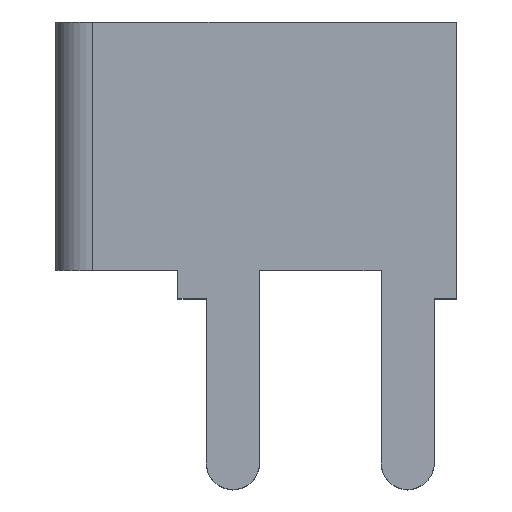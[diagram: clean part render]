
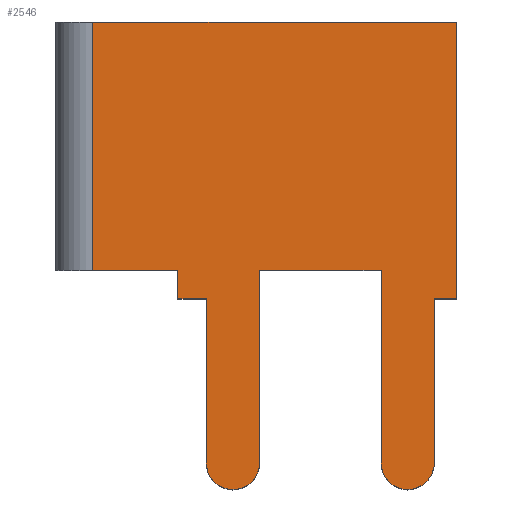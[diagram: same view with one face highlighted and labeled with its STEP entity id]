
A CAD part, top view. The second image highlights one B-rep face of the part: STEP entity #2546.
In plain terms, the highlighted planar face has unit normal (0, 0, 1).
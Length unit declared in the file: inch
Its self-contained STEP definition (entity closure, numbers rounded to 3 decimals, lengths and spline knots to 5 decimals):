
#22 = VERTEX_POINT ( 'NONE', #963 ) ;
#23 = VECTOR ( 'NONE', #3021, 39.37008 ) ;
#56 = CARTESIAN_POINT ( 'NONE',  ( -0.184, 0.312, 0.164 ) ) ;
#104 = CARTESIAN_POINT ( 'NONE',  ( -0.056, 0., 0.164 ) ) ;
#151 = CARTESIAN_POINT ( 'NONE',  ( 0.201, -0.185, 0.164 ) ) ;
#181 = DIRECTION ( 'NONE',  ( -1., 0., 0. ) ) ;
#185 = AXIS2_PLACEMENT_3D ( 'NONE', #2801, #510, #266 ) ;
#201 = LINE ( 'NONE', #1482, #2796 ) ;
#221 = ORIENTED_EDGE ( 'NONE', *, *, #538, .F. ) ;
#252 = CARTESIAN_POINT ( 'NONE',  ( 0.226, 0., 0.164 ) ) ;
#255 = ORIENTED_EDGE ( 'NONE', *, *, #1809, .F. ) ;
#256 = EDGE_CURVE ( 'NONE', #2823, #2533, #3260, .T. ) ;
#266 = DIRECTION ( 'NONE',  ( -1., 0., 0. ) ) ;
#287 = LINE ( 'NONE', #1299, #3263 ) ;
#297 = LINE ( 'NONE', #3142, #959 ) ;
#302 = CARTESIAN_POINT ( 'NONE',  ( 0.201, 0.185, 0.164 ) ) ;
#315 = VECTOR ( 'NONE', #1571, 39.37008 ) ;
#348 = DIRECTION ( 'NONE',  ( 0., 1., 0. ) ) ;
#366 = LINE ( 'NONE', #302, #1051 ) ;
#422 = VECTOR ( 'NONE', #3195, 39.37008 ) ;
#443 = CARTESIAN_POINT ( 'NONE',  ( 0.004, -0.185, 0.164 ) ) ;
#445 = PLANE ( 'NONE',  #1455 ) ;
#470 = ORIENTED_EDGE ( 'NONE', *, *, #3090, .T. ) ;
#510 = DIRECTION ( 'NONE',  ( 0., 0., 1. ) ) ;
#538 = EDGE_CURVE ( 'NONE', #2260, #1584, #297, .T. ) ;
#562 = DIRECTION ( 'NONE',  ( 0., 1., 0. ) ) ;
#610 = LINE ( 'NONE', #3161, #1697 ) ;
#624 = VERTEX_POINT ( 'NONE', #443 ) ;
#630 = ORIENTED_EDGE ( 'NONE', *, *, #3265, .T. ) ;
#659 = CARTESIAN_POINT ( 'NONE',  ( 0.226, 0.312, 0.164 ) ) ;
#773 = CARTESIAN_POINT ( 'NONE',  ( -0.184, 0.312, 0.164 ) ) ;
#775 = EDGE_CURVE ( 'NONE', #2375, #1819, #1388, .T. ) ;
#785 = VECTOR ( 'NONE', #1207, 39.37008 ) ;
#797 = CARTESIAN_POINT ( 'NONE',  ( 0.141, 0.032, 0.164 ) ) ;
#813 = CARTESIAN_POINT ( 'NONE',  ( -0.056, -0.185, 0.164 ) ) ;
#815 = DIRECTION ( 'NONE',  ( 1., 0., 0. ) ) ;
#848 = VECTOR ( 'NONE', #1796, 39.37008 ) ;
#863 = CARTESIAN_POINT ( 'NONE',  ( 0.004, 0.032, 0.164 ) ) ;
#913 = CARTESIAN_POINT ( 'NONE',  ( 0.226, 0.312, 0.164 ) ) ;
#949 = LINE ( 'NONE', #913, #422 ) ;
#959 = VECTOR ( 'NONE', #348, 39.37008 ) ;
#963 = CARTESIAN_POINT ( 'NONE',  ( 0.201, 0., 0.164 ) ) ;
#984 = CARTESIAN_POINT ( 'NONE',  ( 0.226, 0., 0.164 ) ) ;
#997 = VERTEX_POINT ( 'NONE', #2706 ) ;
#1051 = VECTOR ( 'NONE', #562, 39.37008 ) ;
#1060 = ORIENTED_EDGE ( 'NONE', *, *, #3066, .F. ) ;
#1174 = ORIENTED_EDGE ( 'NONE', *, *, #1899, .F. ) ;
#1203 = VERTEX_POINT ( 'NONE', #984 ) ;
#1207 = DIRECTION ( 'NONE',  ( -1., 0., 0. ) ) ;
#1210 = EDGE_CURVE ( 'NONE', #2260, #1627, #2544, .T. ) ;
#1215 = DIRECTION ( 'NONE',  ( 1., 0., 0. ) ) ;
#1268 = EDGE_LOOP ( 'NONE', ( #1060, #630, #2060, #1605, #1174, #255, #3001, #3071, #221, #1783, #2043, #470, #3244, #3081 ) ) ;
#1299 = CARTESIAN_POINT ( 'NONE',  ( 0.226, 0., 0.164 ) ) ;
#1336 = EDGE_CURVE ( 'NONE', #1937, #22, #366, .T. ) ;
#1388 = LINE ( 'NONE', #2662, #785 ) ;
#1425 = DIRECTION ( 'NONE',  ( 0., 1., 0. ) ) ;
#1428 = CARTESIAN_POINT ( 'NONE',  ( -0.088, 0., 0.164 ) ) ;
#1455 = AXIS2_PLACEMENT_3D ( 'NONE', #659, #2697, #181 ) ;
#1482 = CARTESIAN_POINT ( 'NONE',  ( 0.141, 0.032, 0.164 ) ) ;
#1571 = DIRECTION ( 'NONE',  ( 1., 0., 0. ) ) ;
#1584 = VERTEX_POINT ( 'NONE', #2374 ) ;
#1605 = ORIENTED_EDGE ( 'NONE', *, *, #2750, .T. ) ;
#1627 = VERTEX_POINT ( 'NONE', #104 ) ;
#1678 = CARTESIAN_POINT ( 'NONE',  ( -0.184, 0.032, 0.164 ) ) ;
#1697 = VECTOR ( 'NONE', #3133, 39.37008 ) ;
#1709 = EDGE_CURVE ( 'NONE', #1627, #2402, #610, .T. ) ;
#1719 = DIRECTION ( 'NONE',  ( 0., 0., 1. ) ) ;
#1783 = ORIENTED_EDGE ( 'NONE', *, *, #1210, .T. ) ;
#1796 = DIRECTION ( 'NONE',  ( 0., -1., 0. ) ) ;
#1809 = EDGE_CURVE ( 'NONE', #2823, #997, #2108, .T. ) ;
#1819 = VERTEX_POINT ( 'NONE', #863 ) ;
#1899 = EDGE_CURVE ( 'NONE', #997, #1203, #949, .T. ) ;
#1937 = VERTEX_POINT ( 'NONE', #151 ) ;
#1955 = LINE ( 'NONE', #2270, #23 ) ;
#1970 = CARTESIAN_POINT ( 'NONE',  ( -0.026, -0.185, 0.164 ) ) ;
#2007 = DIRECTION ( 'NONE',  ( -1., 0., 0. ) ) ;
#2043 = ORIENTED_EDGE ( 'NONE', *, *, #1709, .T. ) ;
#2058 = CIRCLE ( 'NONE', #185, 0.03 ) ;
#2060 = ORIENTED_EDGE ( 'NONE', *, *, #1336, .T. ) ;
#2078 = CARTESIAN_POINT ( 'NONE',  ( 0.141, -0.185, 0.164 ) ) ;
#2108 = LINE ( 'NONE', #3147, #315 ) ;
#2157 = EDGE_CURVE ( 'NONE', #1819, #624, #1955, .T. ) ;
#2213 = VECTOR ( 'NONE', #2007, 39.37008 ) ;
#2260 = VERTEX_POINT ( 'NONE', #1428 ) ;
#2270 = CARTESIAN_POINT ( 'NONE',  ( 0.004, 0.032, 0.164 ) ) ;
#2374 = CARTESIAN_POINT ( 'NONE',  ( -0.088, 0.032, 0.164 ) ) ;
#2375 = VERTEX_POINT ( 'NONE', #797 ) ;
#2402 = VERTEX_POINT ( 'NONE', #813 ) ;
#2447 = VECTOR ( 'NONE', #3022, 39.37008 ) ;
#2453 = FACE_OUTER_BOUND ( 'NONE', #1268, .T. ) ;
#2483 = CIRCLE ( 'NONE', #2951, 0.03 ) ;
#2510 = CARTESIAN_POINT ( 'NONE',  ( -0.226, 0.032, 0.164 ) ) ;
#2533 = VERTEX_POINT ( 'NONE', #1678 ) ;
#2544 = LINE ( 'NONE', #252, #2447 ) ;
#2546 = ADVANCED_FACE ( 'NONE', ( #2453 ), #445, .F. ) ;
#2662 = CARTESIAN_POINT ( 'NONE',  ( 0.004, 0.032, 0.164 ) ) ;
#2687 = VERTEX_POINT ( 'NONE', #2078 ) ;
#2697 = DIRECTION ( 'NONE',  ( 0., 0., -1. ) ) ;
#2706 = CARTESIAN_POINT ( 'NONE',  ( 0.226, 0.312, 0.164 ) ) ;
#2750 = EDGE_CURVE ( 'NONE', #22, #1203, #287, .T. ) ;
#2796 = VECTOR ( 'NONE', #1425, 39.37008 ) ;
#2801 = CARTESIAN_POINT ( 'NONE',  ( 0.171, -0.185, 0.164 ) ) ;
#2823 = VERTEX_POINT ( 'NONE', #56 ) ;
#2951 = AXIS2_PLACEMENT_3D ( 'NONE', #1970, #1719, #1215 ) ;
#3001 = ORIENTED_EDGE ( 'NONE', *, *, #256, .T. ) ;
#3021 = DIRECTION ( 'NONE',  ( 0., -1., 0. ) ) ;
#3022 = DIRECTION ( 'NONE',  ( 1., 0., 0. ) ) ;
#3034 = LINE ( 'NONE', #2510, #2213 ) ;
#3066 = EDGE_CURVE ( 'NONE', #2687, #2375, #201, .T. ) ;
#3071 = ORIENTED_EDGE ( 'NONE', *, *, #3086, .F. ) ;
#3081 = ORIENTED_EDGE ( 'NONE', *, *, #775, .F. ) ;
#3086 = EDGE_CURVE ( 'NONE', #1584, #2533, #3034, .T. ) ;
#3090 = EDGE_CURVE ( 'NONE', #2402, #624, #2483, .T. ) ;
#3133 = DIRECTION ( 'NONE',  ( 0., -1., 0. ) ) ;
#3142 = CARTESIAN_POINT ( 'NONE',  ( -0.088, 0.032, 0.164 ) ) ;
#3147 = CARTESIAN_POINT ( 'NONE',  ( 0.226, 0.312, 0.164 ) ) ;
#3161 = CARTESIAN_POINT ( 'NONE',  ( -0.056, 0.185, 0.164 ) ) ;
#3195 = DIRECTION ( 'NONE',  ( 0., -1., 0. ) ) ;
#3244 = ORIENTED_EDGE ( 'NONE', *, *, #2157, .F. ) ;
#3260 = LINE ( 'NONE', #773, #848 ) ;
#3263 = VECTOR ( 'NONE', #815, 39.37008 ) ;
#3265 = EDGE_CURVE ( 'NONE', #2687, #1937, #2058, .T. ) ;
